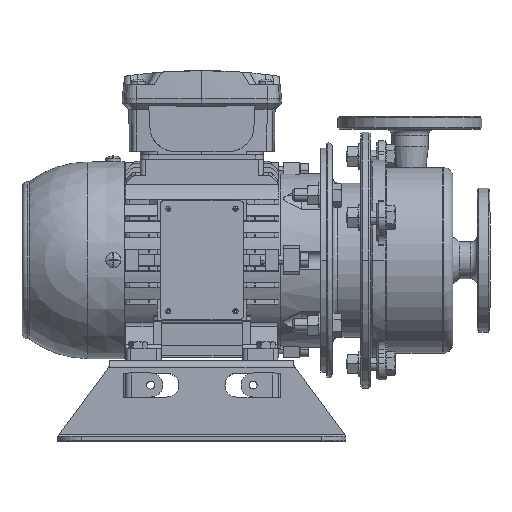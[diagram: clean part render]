
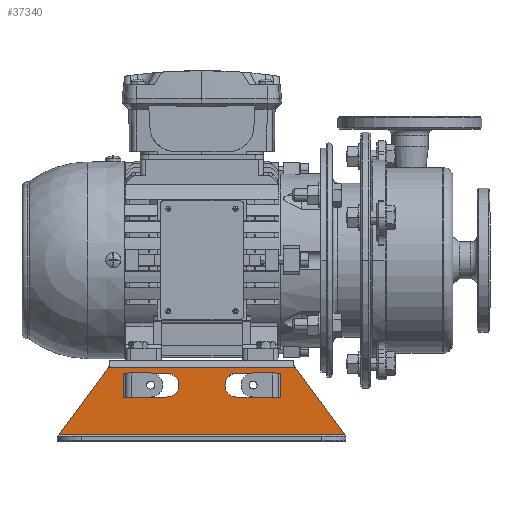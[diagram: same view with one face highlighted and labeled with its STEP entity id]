
A CAD part, top view. The second image highlights one B-rep face of the part: STEP entity #37340.
In plain terms, the highlighted planar face has unit normal (0, 0, 1).
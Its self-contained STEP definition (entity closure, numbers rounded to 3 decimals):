
#235 = VECTOR ( 'NONE', #29427, 1000. ) ;
#795 = EDGE_CURVE ( 'NONE', #4632, #26176, #6299, .T. ) ;
#796 = VECTOR ( 'NONE', #52189, 1000. ) ;
#1265 = DIRECTION ( 'NONE',  ( 0., 0., 1. ) ) ;
#1289 = CARTESIAN_POINT ( 'NONE',  ( 45.127, 39.458, 0. ) ) ;
#1473 = VERTEX_POINT ( 'NONE', #28362 ) ;
#1801 = LINE ( 'NONE', #4163, #12562 ) ;
#2094 = CARTESIAN_POINT ( 'NONE',  ( -21.9, 24.458, 0. ) ) ;
#2619 = VERTEX_POINT ( 'NONE', #51941 ) ;
#2756 = VERTEX_POINT ( 'NONE', #25823 ) ;
#2998 = AXIS2_PLACEMENT_3D ( 'NONE', #31422, #4091, #35999 ) ;
#3321 = DIRECTION ( 'NONE',  ( -0.594, 0.804, 0. ) ) ;
#3562 = CARTESIAN_POINT ( 'NONE',  ( -21.9, 24.458, 0. ) ) ;
#4091 = DIRECTION ( 'NONE',  ( 0., 0., -1. ) ) ;
#4163 = CARTESIAN_POINT ( 'NONE',  ( 48., 39.458, 0. ) ) ;
#4632 = VERTEX_POINT ( 'NONE', #13225 ) ;
#4695 = CARTESIAN_POINT ( 'NONE',  ( 90., 1., 0. ) ) ;
#5101 = CARTESIAN_POINT ( 'NONE',  ( -45.127, 24.458, 0. ) ) ;
#5843 = VECTOR ( 'NONE', #42800, 1000. ) ;
#5905 = CARTESIAN_POINT ( 'NONE',  ( 21.9, 31.958, 0. ) ) ;
#6299 = LINE ( 'NONE', #21560, #41254 ) ;
#6763 = CARTESIAN_POINT ( 'NONE',  ( -48., 39.458, 0. ) ) ;
#8237 = VECTOR ( 'NONE', #54932, 1000. ) ;
#8617 = ORIENTED_EDGE ( 'NONE', *, *, #10874, .T. ) ;
#9088 = ORIENTED_EDGE ( 'NONE', *, *, #27463, .F. ) ;
#10128 = VERTEX_POINT ( 'NONE', #11370 ) ;
#10200 = VECTOR ( 'NONE', #3321, 1000. ) ;
#10493 = DIRECTION ( 'NONE',  ( 1., 0., 0. ) ) ;
#10874 = EDGE_CURVE ( 'NONE', #37241, #57615, #23730, .T. ) ;
#11157 = CARTESIAN_POINT ( 'NONE',  ( -49., 39.458, 0. ) ) ;
#11370 = CARTESIAN_POINT ( 'NONE',  ( 49., 24.458, 0. ) ) ;
#12269 = ORIENTED_EDGE ( 'NONE', *, *, #57633, .F. ) ;
#12493 = CARTESIAN_POINT ( 'NONE',  ( -58.239, 43., 0. ) ) ;
#12562 = VECTOR ( 'NONE', #31486, 1000. ) ;
#13012 = LINE ( 'NONE', #11157, #796 ) ;
#13225 = CARTESIAN_POINT ( 'NONE',  ( 49., 39.458, 0. ) ) ;
#13559 = LINE ( 'NONE', #15676, #56283 ) ;
#14976 = EDGE_LOOP ( 'NONE', ( #39550, #41395, #9088, #22496, #41651, #43051, #22777 ) ) ;
#15449 = CARTESIAN_POINT ( 'NONE',  ( -21.9, 24.458, 0. ) ) ;
#15676 = CARTESIAN_POINT ( 'NONE',  ( 21.9, 24.458, 0. ) ) ;
#16496 = CARTESIAN_POINT ( 'NONE',  ( -49., 24.458, 0. ) ) ;
#16525 = VERTEX_POINT ( 'NONE', #55957 ) ;
#16772 = DIRECTION ( 'NONE',  ( -1., 0., 0. ) ) ;
#16852 = CARTESIAN_POINT ( 'NONE',  ( -57.5, 44., 0. ) ) ;
#16883 = EDGE_CURVE ( 'NONE', #4632, #10128, #31065, .T. ) ;
#16892 = CARTESIAN_POINT ( 'NONE',  ( 57.5, 44., 0. ) ) ;
#17203 = CIRCLE ( 'NONE', #55268, 7.5 ) ;
#17638 = CARTESIAN_POINT ( 'NONE',  ( -49., 39.458, 0. ) ) ;
#18104 = CARTESIAN_POINT ( 'NONE',  ( 49., 0., 0. ) ) ;
#18286 = VERTEX_POINT ( 'NONE', #58891 ) ;
#18486 = EDGE_CURVE ( 'NONE', #39235, #42110, #47337, .T. ) ;
#18910 = FACE_OUTER_BOUND ( 'NONE', #19303, .T. ) ;
#19303 = EDGE_LOOP ( 'NONE', ( #29854, #27203, #8617, #56465 ) ) ;
#19693 = EDGE_CURVE ( 'NONE', #39235, #42588, #13012, .T. ) ;
#20101 = CARTESIAN_POINT ( 'NONE',  ( -48., 39.458, 0. ) ) ;
#20233 = LINE ( 'NONE', #4695, #43037 ) ;
#21492 = VECTOR ( 'NONE', #58116, 1000. ) ;
#21560 = CARTESIAN_POINT ( 'NONE',  ( 48., 39.458, 0. ) ) ;
#22305 = VECTOR ( 'NONE', #35011, 1000. ) ;
#22330 = LINE ( 'NONE', #16892, #10200 ) ;
#22496 = ORIENTED_EDGE ( 'NONE', *, *, #39094, .F. ) ;
#22667 = DIRECTION ( 'NONE',  ( 0., 0., 1. ) ) ;
#22777 = ORIENTED_EDGE ( 'NONE', *, *, #27647, .F. ) ;
#23037 = DIRECTION ( 'NONE',  ( 1., 0., 0. ) ) ;
#23105 = DIRECTION ( 'NONE',  ( -1., 0., 0. ) ) ;
#23327 = LINE ( 'NONE', #6763, #35474 ) ;
#23730 = LINE ( 'NONE', #16852, #22305 ) ;
#24363 = ORIENTED_EDGE ( 'NONE', *, *, #16883, .T. ) ;
#24835 = DIRECTION ( 'NONE',  ( 1., 0., 0. ) ) ;
#24917 = CIRCLE ( 'NONE', #44070, 7.5 ) ;
#25454 = VERTEX_POINT ( 'NONE', #54022 ) ;
#25610 = ORIENTED_EDGE ( 'NONE', *, *, #795, .F. ) ;
#25823 = CARTESIAN_POINT ( 'NONE',  ( 21.9, 39.458, 0. ) ) ;
#26176 = VERTEX_POINT ( 'NONE', #1289 ) ;
#26278 = CARTESIAN_POINT ( 'NONE',  ( 21.9, 24.458, 0. ) ) ;
#26533 = LINE ( 'NONE', #50612, #57135 ) ;
#27203 = ORIENTED_EDGE ( 'NONE', *, *, #56151, .T. ) ;
#27463 = EDGE_CURVE ( 'NONE', #18286, #42588, #23327, .T. ) ;
#27647 = EDGE_CURVE ( 'NONE', #42110, #42296, #40439, .T. ) ;
#28362 = CARTESIAN_POINT ( 'NONE',  ( -21.9, 39.458, 0. ) ) ;
#28431 = CARTESIAN_POINT ( 'NONE',  ( -89.261, 1., 0. ) ) ;
#28611 = CARTESIAN_POINT ( 'NONE',  ( -21.9, 31.958, 0. ) ) ;
#29427 = DIRECTION ( 'NONE',  ( 1., 0., 0. ) ) ;
#29854 = ORIENTED_EDGE ( 'NONE', *, *, #39272, .T. ) ;
#30895 = CARTESIAN_POINT ( 'NONE',  ( -14.4, 31.958, 0. ) ) ;
#30898 = ORIENTED_EDGE ( 'NONE', *, *, #45680, .F. ) ;
#31065 = LINE ( 'NONE', #18104, #8237 ) ;
#31422 = CARTESIAN_POINT ( 'NONE',  ( 0., 0., 0. ) ) ;
#31486 = DIRECTION ( 'NONE',  ( -1., 0., 0. ) ) ;
#33223 = DIRECTION ( 'NONE',  ( -1., 0., 0. ) ) ;
#33844 = EDGE_CURVE ( 'NONE', #2619, #10128, #13559, .T. ) ;
#35011 = DIRECTION ( 'NONE',  ( -0.594, -0.804, 0. ) ) ;
#35059 = LINE ( 'NONE', #26278, #21492 ) ;
#35474 = VECTOR ( 'NONE', #43233, 1000. ) ;
#35999 = DIRECTION ( 'NONE',  ( -1., 0., 0. ) ) ;
#36721 = EDGE_CURVE ( 'NONE', #26176, #2756, #1801, .T. ) ;
#37241 = VERTEX_POINT ( 'NONE', #12493 ) ;
#37340 = ADVANCED_FACE ( 'NONE', ( #53822, #43133, #18910 ), #54110, .F. ) ;
#37563 = VECTOR ( 'NONE', #40042, 1000. ) ;
#37796 = DIRECTION ( 'NONE',  ( 0., 0., 1. ) ) ;
#39094 = EDGE_CURVE ( 'NONE', #1473, #18286, #55742, .T. ) ;
#39235 = VERTEX_POINT ( 'NONE', #16496 ) ;
#39272 = EDGE_CURVE ( 'NONE', #25454, #16525, #22330, .T. ) ;
#39550 = ORIENTED_EDGE ( 'NONE', *, *, #18486, .F. ) ;
#40042 = DIRECTION ( 'NONE',  ( 1., 0., 0. ) ) ;
#40439 = LINE ( 'NONE', #3562, #37563 ) ;
#41254 = VECTOR ( 'NONE', #16772, 1000. ) ;
#41395 = ORIENTED_EDGE ( 'NONE', *, *, #19693, .T. ) ;
#41651 = ORIENTED_EDGE ( 'NONE', *, *, #45790, .F. ) ;
#42110 = VERTEX_POINT ( 'NONE', #5101 ) ;
#42140 = ORIENTED_EDGE ( 'NONE', *, *, #33844, .F. ) ;
#42296 = VERTEX_POINT ( 'NONE', #15449 ) ;
#42588 = VERTEX_POINT ( 'NONE', #17638 ) ;
#42668 = CIRCLE ( 'NONE', #53209, 7.5 ) ;
#42800 = DIRECTION ( 'NONE',  ( -1., 0., 0. ) ) ;
#43037 = VECTOR ( 'NONE', #23037, 1000. ) ;
#43051 = ORIENTED_EDGE ( 'NONE', *, *, #49917, .F. ) ;
#43133 = FACE_BOUND ( 'NONE', #14976, .T. ) ;
#43219 = VERTEX_POINT ( 'NONE', #58956 ) ;
#43233 = DIRECTION ( 'NONE',  ( -1., 0., 0. ) ) ;
#44070 = AXIS2_PLACEMENT_3D ( 'NONE', #5905, #37796, #10493 ) ;
#45680 = EDGE_CURVE ( 'NONE', #43219, #2619, #35059, .T. ) ;
#45790 = EDGE_CURVE ( 'NONE', #47625, #1473, #17203, .T. ) ;
#47337 = LINE ( 'NONE', #2094, #235 ) ;
#47625 = VERTEX_POINT ( 'NONE', #30895 ) ;
#49917 = EDGE_CURVE ( 'NONE', #42296, #47625, #42668, .T. ) ;
#49993 = CARTESIAN_POINT ( 'NONE',  ( -21.9, 31.958, 0. ) ) ;
#50612 = CARTESIAN_POINT ( 'NONE',  ( -57.5, 43., 0. ) ) ;
#51941 = CARTESIAN_POINT ( 'NONE',  ( 45.127, 24.458, 0. ) ) ;
#52189 = DIRECTION ( 'NONE',  ( 0., 1., 0. ) ) ;
#52977 = EDGE_CURVE ( 'NONE', #57615, #25454, #20233, .T. ) ;
#53209 = AXIS2_PLACEMENT_3D ( 'NONE', #28611, #1265, #33223 ) ;
#53822 = FACE_BOUND ( 'NONE', #58726, .T. ) ;
#54022 = CARTESIAN_POINT ( 'NONE',  ( 89.261, 1., 0. ) ) ;
#54110 = PLANE ( 'NONE',  #2998 ) ;
#54526 = DIRECTION ( 'NONE',  ( -1., 0., 0. ) ) ;
#54932 = DIRECTION ( 'NONE',  ( 0., -1., 0. ) ) ;
#55268 = AXIS2_PLACEMENT_3D ( 'NONE', #49993, #22667, #54526 ) ;
#55685 = ORIENTED_EDGE ( 'NONE', *, *, #36721, .F. ) ;
#55742 = LINE ( 'NONE', #20101, #5843 ) ;
#55957 = CARTESIAN_POINT ( 'NONE',  ( 58.239, 43., 0. ) ) ;
#56151 = EDGE_CURVE ( 'NONE', #16525, #37241, #26533, .T. ) ;
#56283 = VECTOR ( 'NONE', #24835, 1000. ) ;
#56465 = ORIENTED_EDGE ( 'NONE', *, *, #52977, .T. ) ;
#57135 = VECTOR ( 'NONE', #23105, 1000. ) ;
#57615 = VERTEX_POINT ( 'NONE', #28431 ) ;
#57633 = EDGE_CURVE ( 'NONE', #2756, #43219, #24917, .T. ) ;
#58116 = DIRECTION ( 'NONE',  ( 1., 0., 0. ) ) ;
#58726 = EDGE_LOOP ( 'NONE', ( #25610, #24363, #42140, #30898, #12269, #55685 ) ) ;
#58891 = CARTESIAN_POINT ( 'NONE',  ( -45.127, 39.458, 0. ) ) ;
#58956 = CARTESIAN_POINT ( 'NONE',  ( 21.9, 24.458, 0. ) ) ;
